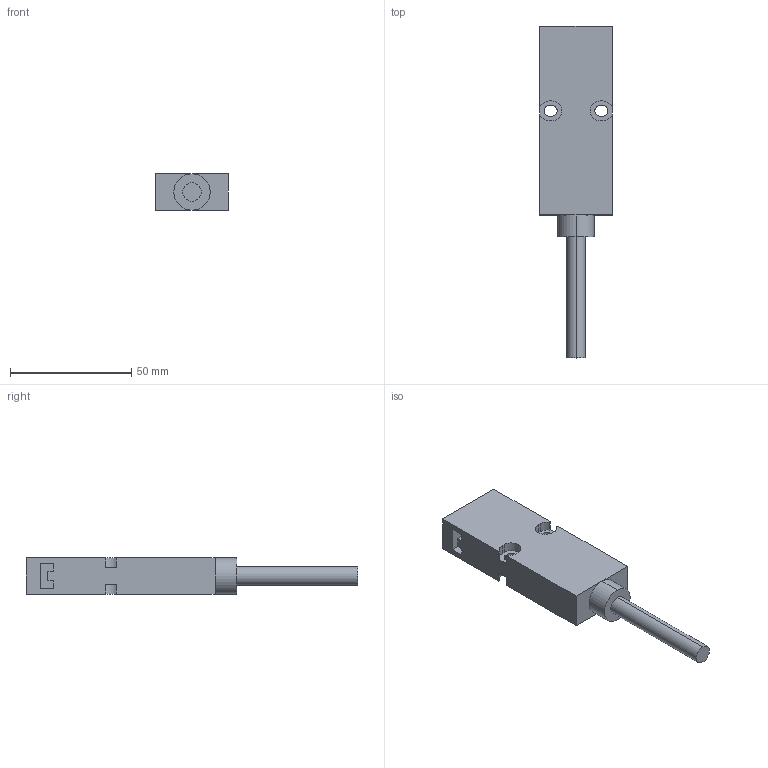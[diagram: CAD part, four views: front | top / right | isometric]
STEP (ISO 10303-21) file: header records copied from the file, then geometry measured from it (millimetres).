
FILE_DESCRIPTION (( 'STEP AP203' ), '1' );
FILE_NAME ('OUTSIDE-HS6B.STEP', '2014-04-18T10:12:49', ( 'IDEC' ), ( '' ), 'SwSTEP 2.0', 'SolidWorks 2012', '' );
FILE_SCHEMA (( 'CONFIG_CONTROL_DESIGN' ));
Length unit declared in the file: millimetre
Products named in the file (2): OUTSIDE-HS6B
Assembly tree (1 placements, depth 2):
  OUTSIDE-HS6B
    OUTSIDE-HS6B
Bounding box: 30 x 137 x 15 mm (x, y, z)
Volume: 35467.9 mm3; surface area: 11576.2 mm2
Topology: 1 solids, 1 shells, 71 faces, 200 edges, 132 vertices
Faces by surface type: plane 51, cylinder 20
Entity records: 2490 total; most frequent: CARTESIAN_POINT 407, ORIENTED_EDGE 400, DIRECTION 390, EDGE_CURVE 200, LINE 160, VECTOR 160, VERTEX_POINT 132, AXIS2_PLACEMENT_3D 115
